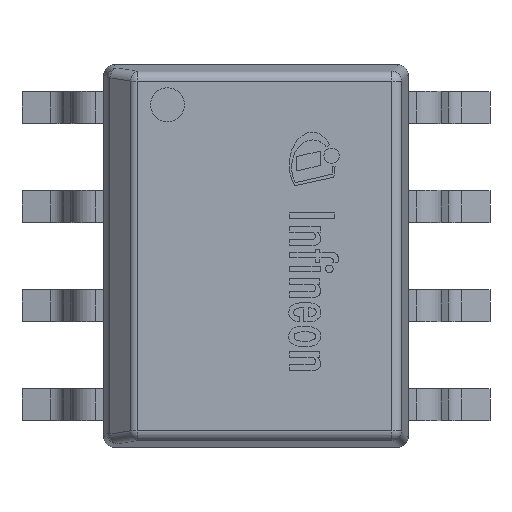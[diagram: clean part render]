
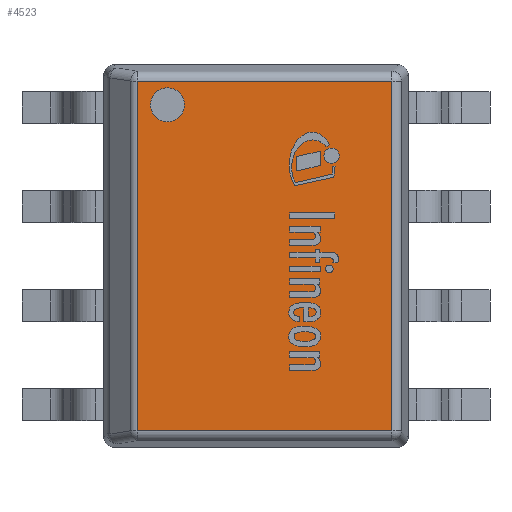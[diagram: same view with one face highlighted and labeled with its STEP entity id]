
A CAD part, top view. The second image highlights one B-rep face of the part: STEP entity #4523.
In plain terms, the highlighted planar face has unit normal (0, 0, 1).
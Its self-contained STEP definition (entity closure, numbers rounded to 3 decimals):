
#93=FACE_BOUND('',#630,.T.);
#223=CIRCLE('',#4837,0.219);
#345=FACE_OUTER_BOUND('',#629,.T.);
#629=EDGE_LOOP('',(#3067,#3068,#3069,#3070));
#630=EDGE_LOOP('',(#3071));
#937=LINE('',#6581,#1437);
#938=LINE('',#6583,#1438);
#939=LINE('',#6585,#1439);
#940=LINE('',#6586,#1440);
#1437=VECTOR('',#5297,1000.);
#1438=VECTOR('',#5298,1000.);
#1439=VECTOR('',#5299,1000.);
#1440=VECTOR('',#5300,1000.);
#1922=VERTEX_POINT('',#6536);
#1941=VERTEX_POINT('',#6579);
#1942=VERTEX_POINT('',#6580);
#1943=VERTEX_POINT('',#6582);
#1944=VERTEX_POINT('',#6584);
#2363=EDGE_CURVE('',#1922,#1922,#223,.T.);
#2382=EDGE_CURVE('',#1941,#1942,#937,.T.);
#2383=EDGE_CURVE('',#1942,#1943,#938,.T.);
#2384=EDGE_CURVE('',#1943,#1944,#939,.T.);
#2385=EDGE_CURVE('',#1944,#1941,#940,.T.);
#3067=ORIENTED_EDGE('',*,*,#2382,.T.);
#3068=ORIENTED_EDGE('',*,*,#2383,.T.);
#3069=ORIENTED_EDGE('',*,*,#2384,.T.);
#3070=ORIENTED_EDGE('',*,*,#2385,.T.);
#3071=ORIENTED_EDGE('',*,*,#2363,.F.);
#4325=PLANE('',#4842);
#4523=ADVANCED_FACE('',(#345,#93),#4325,.T.);
#4837=AXIS2_PLACEMENT_3D('',#6537,#5267,#5268);
#4842=AXIS2_PLACEMENT_3D('',#6578,#5295,#5296);
#5267=DIRECTION('center_axis',(0.,0.,1.));
#5268=DIRECTION('ref_axis',(0.,-1.,0.));
#5295=DIRECTION('center_axis',(0.,0.,1.));
#5296=DIRECTION('ref_axis',(0.,-1.,0.));
#5297=DIRECTION('',(0.,-1.,0.));
#5298=DIRECTION('',(1.,0.,0.));
#5299=DIRECTION('',(0.,1.,0.));
#5300=DIRECTION('',(-1.,0.,0.));
#6536=CARTESIAN_POINT('',(-1.135,1.719,1.75));
#6537=CARTESIAN_POINT('Origin',(-1.135,1.937,1.75));
#6578=CARTESIAN_POINT('Origin',(0.,0.,1.75));
#6579=CARTESIAN_POINT('',(-1.519,2.241,1.75));
#6580=CARTESIAN_POINT('',(-1.519,-2.241,1.75));
#6581=CARTESIAN_POINT('',(-1.519,-2.349,1.75));
#6582=CARTESIAN_POINT('',(1.741,-2.241,1.75));
#6583=CARTESIAN_POINT('',(1.849,-2.241,1.75));
#6584=CARTESIAN_POINT('',(1.741,2.241,1.75));
#6585=CARTESIAN_POINT('',(1.741,2.349,1.75));
#6586=CARTESIAN_POINT('',(-1.572,2.241,1.75));
